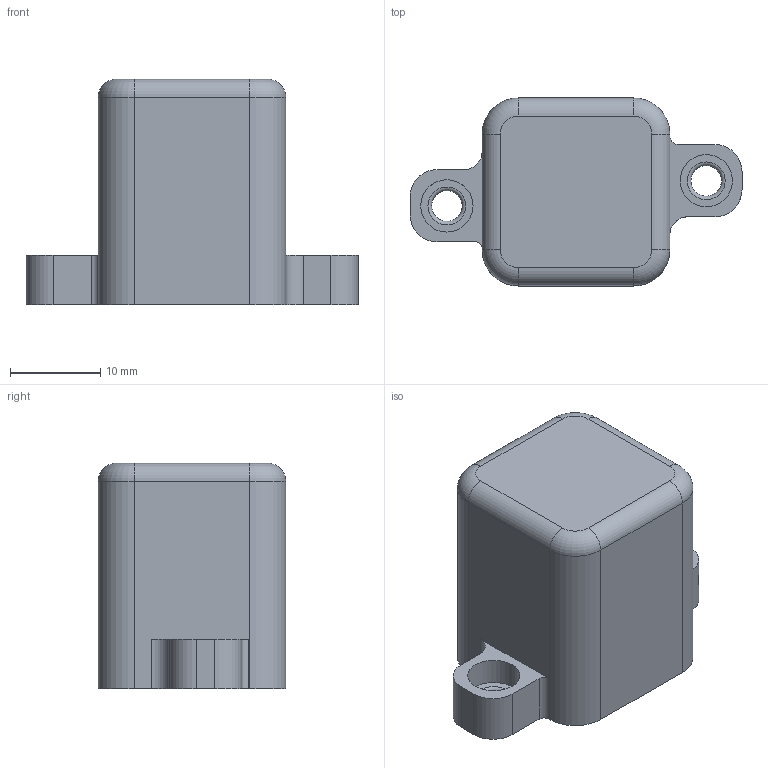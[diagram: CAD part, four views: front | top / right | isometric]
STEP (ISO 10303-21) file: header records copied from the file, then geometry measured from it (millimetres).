
FILE_DESCRIPTION(('FreeCAD Model'),'2;1');
FILE_NAME('Open CASCADE Shape Model','2025-07-26T23:28:43',(''),(''), 'Open CASCADE STEP processor 7.8','FreeCAD','Unknown');
FILE_SCHEMA(('AUTOMOTIVE_DESIGN { 1 0 10303 214 1 1 1 1 }'));
Length unit declared in the file: millimetre
Products named in the file (1): Body
Bounding box: 36.8 x 20.8 x 25 mm (x, y, z)
Volume: 5386.9 mm3; surface area: 4472.1 mm2
Topology: 1 solids, 1 shells, 59 faces, 148 edges, 90 vertices
Faces by surface type: cylinder 28, plane 21, torus 6, sphere 4
Full cylindrical faces by diameter (mm): 3.4 x2, 5.8 x2
Entity records: 1768 total; most frequent: DIRECTION 328, CARTESIAN_POINT 294, ORIENTED_EDGE 288, EDGE_CURVE 144, AXIS2_PLACEMENT_3D 124, VERTEX_POINT 90, LINE 80, VECTOR 80
